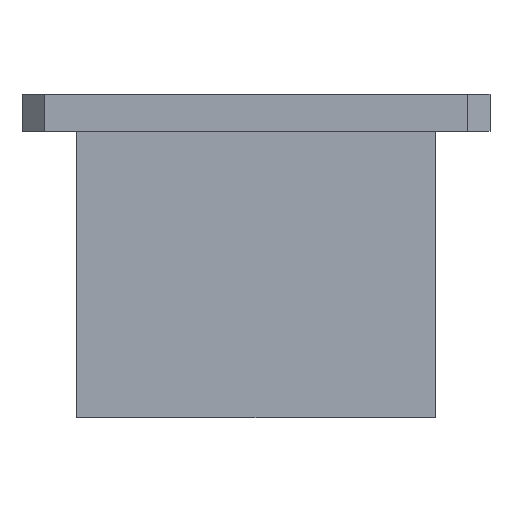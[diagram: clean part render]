
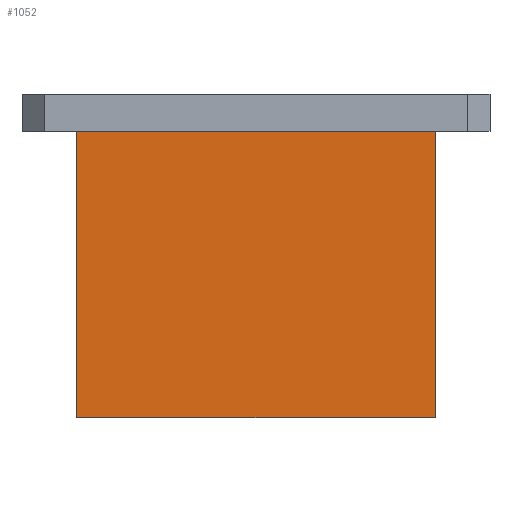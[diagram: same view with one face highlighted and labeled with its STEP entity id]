
A CAD part, front view. The second image highlights one B-rep face of the part: STEP entity #1052.
In plain terms, the highlighted planar face has unit normal (0, -1, 0).
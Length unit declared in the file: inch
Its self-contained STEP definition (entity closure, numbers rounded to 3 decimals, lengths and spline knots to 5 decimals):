
#1052 = ADVANCED_FACE ( 'NONE', ( #4324 ), #1323, .F. ) ;
#1194 = ORIENTED_EDGE ( 'NONE', *, *, #3603, .F. ) ;
#1323 = PLANE ( 'NONE',  #3222 ) ;
#1339 = VERTEX_POINT ( 'NONE', #7443 ) ;
#1461 = DIRECTION ( 'NONE',  ( -1., 0., 0. ) ) ;
#1814 = DIRECTION ( 'NONE',  ( 0., 0., -1. ) ) ;
#2112 = CARTESIAN_POINT ( 'NONE',  ( 4.19066, -0.72, -2.18 ) ) ;
#2153 = VERTEX_POINT ( 'NONE', #4576 ) ;
#2339 = LINE ( 'NONE', #3169, #4947 ) ;
#2799 = DIRECTION ( 'NONE',  ( 1., 0., 0. ) ) ;
#3073 = EDGE_LOOP ( 'NONE', ( #7004, #4761, #1194, #6605 ) ) ;
#3169 = CARTESIAN_POINT ( 'NONE',  ( -1.208, -0.72, 0. ) ) ;
#3222 = AXIS2_PLACEMENT_3D ( 'NONE', #4843, #7680, #6992 ) ;
#3603 = EDGE_CURVE ( 'NONE', #2153, #4055, #8936, .T. ) ;
#4055 = VERTEX_POINT ( 'NONE', #8860 ) ;
#4100 = EDGE_CURVE ( 'NONE', #1339, #2153, #6130, .T. ) ;
#4324 = FACE_OUTER_BOUND ( 'NONE', #3073, .T. ) ;
#4492 = CARTESIAN_POINT ( 'NONE',  ( -1.208, -0.72, -0.25 ) ) ;
#4576 = CARTESIAN_POINT ( 'NONE',  ( 1.208, -0.72, -2.18 ) ) ;
#4673 = EDGE_CURVE ( 'NONE', #5541, #1339, #7850, .T. ) ;
#4761 = ORIENTED_EDGE ( 'NONE', *, *, #4880, .T. ) ;
#4843 = CARTESIAN_POINT ( 'NONE',  ( 4.19066, -0.72, 0. ) ) ;
#4880 = EDGE_CURVE ( 'NONE', #5541, #4055, #2339, .T. ) ;
#4947 = VECTOR ( 'NONE', #7899, 39.37008 ) ;
#5541 = VERTEX_POINT ( 'NONE', #4492 ) ;
#6130 = LINE ( 'NONE', #8169, #7078 ) ;
#6605 = ORIENTED_EDGE ( 'NONE', *, *, #4100, .F. ) ;
#6941 = VECTOR ( 'NONE', #2799, 39.37008 ) ;
#6992 = DIRECTION ( 'NONE',  ( 0., 0., -1. ) ) ;
#7004 = ORIENTED_EDGE ( 'NONE', *, *, #4673, .F. ) ;
#7078 = VECTOR ( 'NONE', #1814, 39.37008 ) ;
#7443 = CARTESIAN_POINT ( 'NONE',  ( 1.208, -0.72, -0.25 ) ) ;
#7677 = CARTESIAN_POINT ( 'NONE',  ( 0., -0.72, -0.25 ) ) ;
#7680 = DIRECTION ( 'NONE',  ( 0., 1., 0. ) ) ;
#7850 = LINE ( 'NONE', #7677, #6941 ) ;
#7899 = DIRECTION ( 'NONE',  ( 0., 0., -1. ) ) ;
#8169 = CARTESIAN_POINT ( 'NONE',  ( 1.208, -0.72, 0. ) ) ;
#8838 = VECTOR ( 'NONE', #1461, 39.37008 ) ;
#8860 = CARTESIAN_POINT ( 'NONE',  ( -1.208, -0.72, -2.18 ) ) ;
#8936 = LINE ( 'NONE', #2112, #8838 ) ;
